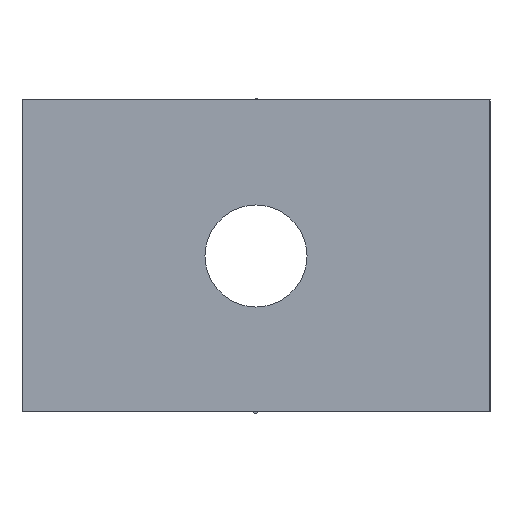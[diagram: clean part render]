
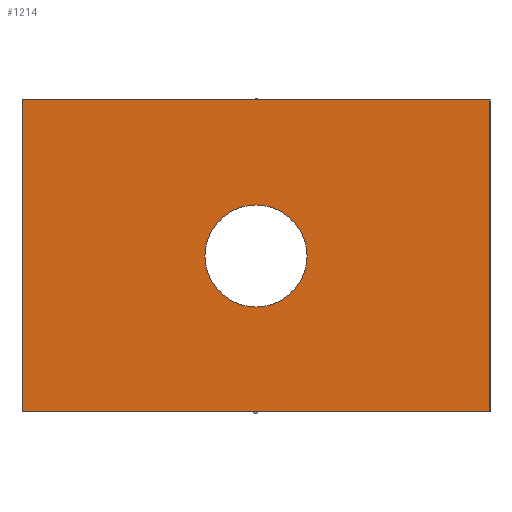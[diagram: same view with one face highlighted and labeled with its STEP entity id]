
A CAD part, left-side view. The second image highlights one B-rep face of the part: STEP entity #1214.
In plain terms, the highlighted planar face has unit normal (-1, 0, 0).
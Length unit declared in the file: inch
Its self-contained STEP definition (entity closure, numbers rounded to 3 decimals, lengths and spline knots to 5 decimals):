
#143 = CARTESIAN_POINT ( 'NONE',  ( -3.63, 0., -0.5 ) ) ;
#189 = VERTEX_POINT ( 'NONE', #1390 ) ;
#200 = VERTEX_POINT ( 'NONE', #1368 ) ;
#215 = VERTEX_POINT ( 'NONE', #1374 ) ;
#229 = VERTEX_POINT ( 'NONE', #143 ) ;
#239 = PLANE ( 'NONE',  #2608 ) ;
#246 = DIRECTION ( 'NONE',  ( -1., 0., 0. ) ) ;
#247 = DIRECTION ( 'NONE',  ( 0., 0., 1. ) ) ;
#248 = CARTESIAN_POINT ( 'NONE',  ( -3.63, -1.5, -0.5 ) ) ;
#634 = EDGE_LOOP ( 'NONE', ( #1095, #1093, #1099, #1096 ) ) ;
#842 = EDGE_LOOP ( 'NONE', ( #1094, #1102 ) ) ;
#1093 = ORIENTED_EDGE ( 'NONE', *, *, #2490, .F. ) ;
#1094 = ORIENTED_EDGE ( 'NONE', *, *, #2485, .T. ) ;
#1095 = ORIENTED_EDGE ( 'NONE', *, *, #2481, .F. ) ;
#1096 = ORIENTED_EDGE ( 'NONE', *, *, #2480, .T. ) ;
#1099 = ORIENTED_EDGE ( 'NONE', *, *, #2484, .T. ) ;
#1102 = ORIENTED_EDGE ( 'NONE', *, *, #2412, .T. ) ;
#1214 = ADVANCED_FACE ( 'NONE', ( #1666, #1667 ), #239, .T. ) ;
#1368 = CARTESIAN_POINT ( 'NONE',  ( -3.63, -1.5, -0.5 ) ) ;
#1374 = CARTESIAN_POINT ( 'NONE',  ( -3.63, -1.5, 0.5 ) ) ;
#1390 = CARTESIAN_POINT ( 'NONE',  ( -3.63, -0.75, -0.1635 ) ) ;
#1666 = FACE_BOUND ( 'NONE', #842, .T. ) ;
#1667 = FACE_OUTER_BOUND ( 'NONE', #634, .T. ) ;
#1802 = CIRCLE ( 'NONE', #2655, 0.1635 ) ;
#1956 = CARTESIAN_POINT ( 'NONE',  ( -3.63, -0.75, 0. ) ) ;
#1957 = DIRECTION ( 'NONE',  ( 1., 0., 0. ) ) ;
#1958 = DIRECTION ( 'NONE',  ( 0., 0., -1. ) ) ;
#2149 = CARTESIAN_POINT ( 'NONE',  ( -3.63, -1.5, 0.5 ) ) ;
#2150 = DIRECTION ( 'NONE',  ( 0., 1., 0. ) ) ;
#2151 = CARTESIAN_POINT ( 'NONE',  ( -3.63, 0., -0.5 ) ) ;
#2152 = DIRECTION ( 'NONE',  ( 0., 0., 1. ) ) ;
#2158 = CARTESIAN_POINT ( 'NONE',  ( -3.63, -1.5, -0.5 ) ) ;
#2159 = DIRECTION ( 'NONE',  ( 0., 0., 1. ) ) ;
#2216 = LINE ( 'NONE', #2149, #2217 ) ;
#2217 = VECTOR ( 'NONE', #2150, 39.37008 ) ;
#2218 = LINE ( 'NONE', #2151, #2219 ) ;
#2219 = VECTOR ( 'NONE', #2152, 39.37008 ) ;
#2222 = LINE ( 'NONE', #2158, #2224 ) ;
#2224 = VECTOR ( 'NONE', #2159, 39.37008 ) ;
#2226 = CIRCLE ( 'NONE', #2681, 0.1635 ) ;
#2232 = LINE ( 'NONE', #2260, #2233 ) ;
#2233 = VECTOR ( 'NONE', #2261, 39.37008 ) ;
#2247 = CARTESIAN_POINT ( 'NONE',  ( -3.63, -0.75, 0. ) ) ;
#2248 = DIRECTION ( 'NONE',  ( 1., 0., 0. ) ) ;
#2249 = DIRECTION ( 'NONE',  ( 0., 0., -1. ) ) ;
#2260 = CARTESIAN_POINT ( 'NONE',  ( -3.63, -1.5, -0.5 ) ) ;
#2261 = DIRECTION ( 'NONE',  ( 0., 1., 0. ) ) ;
#2276 = CARTESIAN_POINT ( 'NONE',  ( -3.63, -0.75, 0.1635 ) ) ;
#2285 = CARTESIAN_POINT ( 'NONE',  ( -3.63, 0., 0.5 ) ) ;
#2412 = EDGE_CURVE ( 'NONE', #2719, #189, #1802, .T. ) ;
#2480 = EDGE_CURVE ( 'NONE', #215, #2728, #2216, .T. ) ;
#2481 = EDGE_CURVE ( 'NONE', #229, #2728, #2218, .T. ) ;
#2484 = EDGE_CURVE ( 'NONE', #200, #215, #2222, .T. ) ;
#2485 = EDGE_CURVE ( 'NONE', #189, #2719, #2226, .T. ) ;
#2490 = EDGE_CURVE ( 'NONE', #200, #229, #2232, .T. ) ;
#2608 = AXIS2_PLACEMENT_3D ( 'NONE', #248, #246, #247 ) ;
#2655 = AXIS2_PLACEMENT_3D ( 'NONE', #1956, #1957, #1958 ) ;
#2681 = AXIS2_PLACEMENT_3D ( 'NONE', #2247, #2248, #2249 ) ;
#2719 = VERTEX_POINT ( 'NONE', #2276 ) ;
#2728 = VERTEX_POINT ( 'NONE', #2285 ) ;
